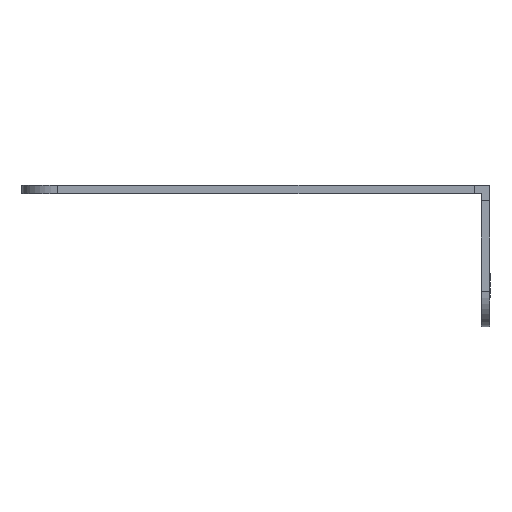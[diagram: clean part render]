
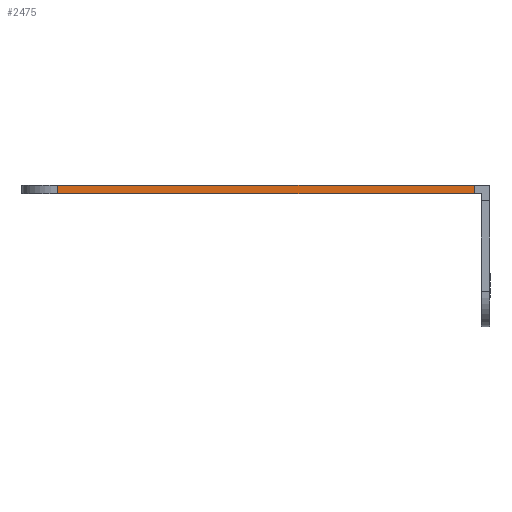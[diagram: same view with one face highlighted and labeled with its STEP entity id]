
A CAD part, left-side view. The second image highlights one B-rep face of the part: STEP entity #2475.
In plain terms, the highlighted planar face has unit normal (-1, 0, 0).
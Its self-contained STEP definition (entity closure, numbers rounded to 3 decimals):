
#11 = CARTESIAN_POINT ( 'NONE',  ( -75., 33., -1.2 ) ) ;
#52 = DIRECTION ( 'NONE',  ( 0., 0., 1. ) ) ;
#93 = VECTOR ( 'NONE', #493, 1000. ) ;
#108 = EDGE_LOOP ( 'NONE', ( #1693, #1600, #2451, #2898 ) ) ;
#419 = VERTEX_POINT ( 'NONE', #517 ) ;
#468 = LINE ( 'NONE', #701, #2640 ) ;
#493 = DIRECTION ( 'NONE',  ( 0., -1., 0. ) ) ;
#517 = CARTESIAN_POINT ( 'NONE',  ( -75., -30.8, -1.2 ) ) ;
#518 = CARTESIAN_POINT ( 'NONE',  ( -75., 28., -1.2 ) ) ;
#701 = CARTESIAN_POINT ( 'NONE',  ( -75., 33., 0. ) ) ;
#727 = LINE ( 'NONE', #518, #1353 ) ;
#804 = CARTESIAN_POINT ( 'NONE',  ( -75., 28., -1.2 ) ) ;
#818 = AXIS2_PLACEMENT_3D ( 'NONE', #11, #1111, #2700 ) ;
#825 = VERTEX_POINT ( 'NONE', #1154 ) ;
#947 = EDGE_CURVE ( 'NONE', #1124, #419, #1511, .T. ) ;
#966 = EDGE_CURVE ( 'NONE', #419, #825, #2328, .T. ) ;
#977 = VECTOR ( 'NONE', #52, 1000. ) ;
#1111 = DIRECTION ( 'NONE',  ( -1., 0., 0. ) ) ;
#1124 = VERTEX_POINT ( 'NONE', #804 ) ;
#1154 = CARTESIAN_POINT ( 'NONE',  ( -75., -30.8, 0. ) ) ;
#1353 = VECTOR ( 'NONE', #2550, 1000. ) ;
#1395 = CARTESIAN_POINT ( 'NONE',  ( -75., -30.8, -1.2 ) ) ;
#1454 = DIRECTION ( 'NONE',  ( 0., -1., 0. ) ) ;
#1461 = VERTEX_POINT ( 'NONE', #2464 ) ;
#1511 = LINE ( 'NONE', #2309, #93 ) ;
#1600 = ORIENTED_EDGE ( 'NONE', *, *, #2170, .T. ) ;
#1693 = ORIENTED_EDGE ( 'NONE', *, *, #2551, .F. ) ;
#2170 = EDGE_CURVE ( 'NONE', #1461, #1124, #727, .T. ) ;
#2309 = CARTESIAN_POINT ( 'NONE',  ( -75., 33., -1.2 ) ) ;
#2328 = LINE ( 'NONE', #1395, #977 ) ;
#2451 = ORIENTED_EDGE ( 'NONE', *, *, #947, .T. ) ;
#2464 = CARTESIAN_POINT ( 'NONE',  ( -75., 28., 0. ) ) ;
#2475 = ADVANCED_FACE ( 'NONE', ( #2813 ), #2659, .T. ) ;
#2550 = DIRECTION ( 'NONE',  ( 0., 0., -1. ) ) ;
#2551 = EDGE_CURVE ( 'NONE', #1461, #825, #468, .T. ) ;
#2640 = VECTOR ( 'NONE', #1454, 1000. ) ;
#2659 = PLANE ( 'NONE',  #818 ) ;
#2700 = DIRECTION ( 'NONE',  ( 0., 0., 1. ) ) ;
#2813 = FACE_OUTER_BOUND ( 'NONE', #108, .T. ) ;
#2898 = ORIENTED_EDGE ( 'NONE', *, *, #966, .T. ) ;
